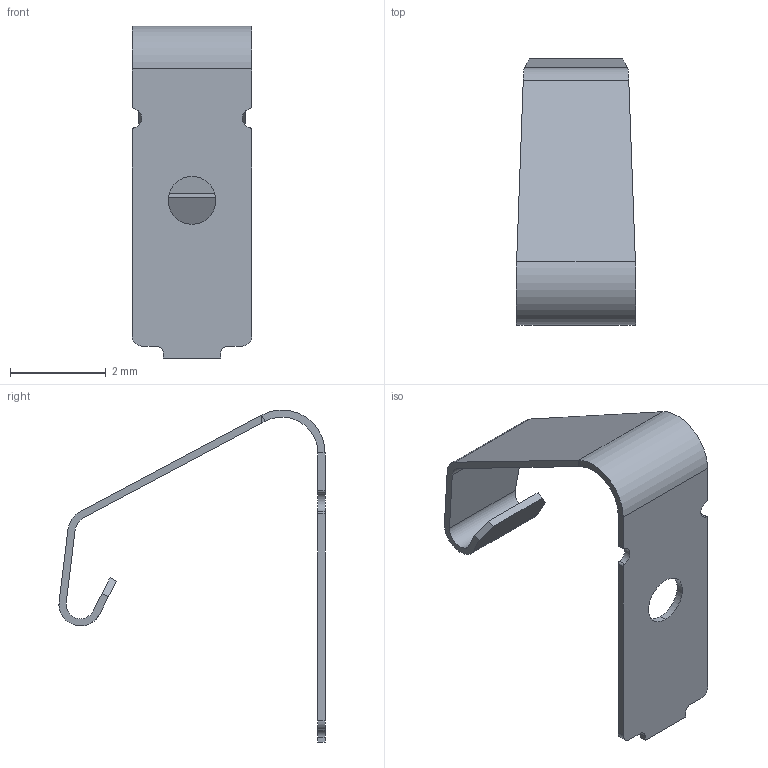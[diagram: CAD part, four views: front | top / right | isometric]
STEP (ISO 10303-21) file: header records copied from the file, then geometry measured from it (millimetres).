
FILE_DESCRIPTION((''),'2;1');
FILE_NAME('S706','2016-05-10T',('sbennett'),(''),'CREO PARAMETRIC BY PTC INC, 2015290','CREO PARAMETRIC BY PTC INC, 2015290','');
FILE_SCHEMA(('CONFIG_CONTROL_DESIGN'));
Length unit declared in the file: millimetre
Products named in the file (1): S706
Bounding box: 2.5 x 5.57 x 6.95 mm (x, y, z)
Volume: 5.3 mm3; surface area: 77.1 mm2
Topology: 1 solids, 1 shells, 46 faces, 122 edges, 78 vertices
Faces by surface type: plane 28, cylinder 18
Entity records: 1949 total; most frequent: CARTESIAN_POINT 366, ORIENTED_EDGE 244, DIRECTION 234, PRESENTATION_STYLE_ASSIGNMENT 123, STYLED_ITEM 123, CURVE_STYLE 122, EDGE_CURVE 122, VECTOR 86
